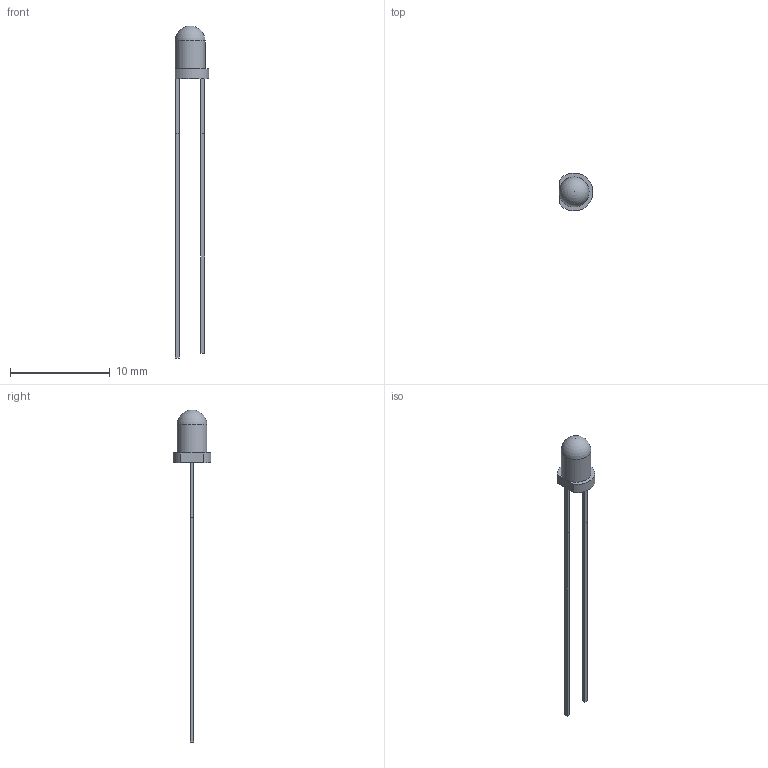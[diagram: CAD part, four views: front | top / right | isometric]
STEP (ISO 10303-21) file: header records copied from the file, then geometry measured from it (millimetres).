
FILE_DESCRIPTION(('FreeCAD Model'),'2;1');
FILE_NAME('LED_D3.0mm_long.step','2020-06-26T12:45:19',('Author'),(''), 'Open CASCADE STEP processor 7.3','FreeCAD','Unknown');
FILE_SCHEMA(('AUTOMOTIVE_DESIGN { 1 0 10303 214 1 1 1 1 }'));
Length unit declared in the file: millimetre
Products named in the file (3): Würfel; Würfel001; LED_D3.0mm
Bounding box: 3.39 x 3.79 x 33.21 mm (x, y, z)
Volume: 48.3 mm3; surface area: 174.5 mm2
Topology: 3 solids, 3 shells, 28 faces, 61 edges, 40 vertices
Faces by surface type: plane 25, cylinder 2, sphere 1
Full cylindrical faces by diameter (mm): 3 x1
Entity records: 1765 total; most frequent: CARTESIAN_POINT 292, DIRECTION 248, LINE 173, VECTOR 173, ORIENTED_EDGE 124, PCURVE 124, DEFINITIONAL_REPRESENTATION 124, EDGE_CURVE 62
